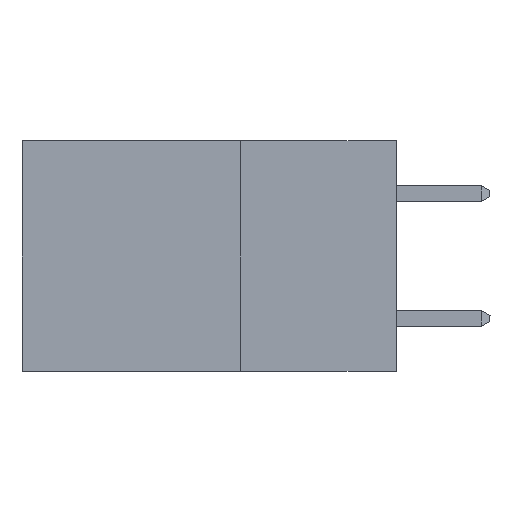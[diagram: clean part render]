
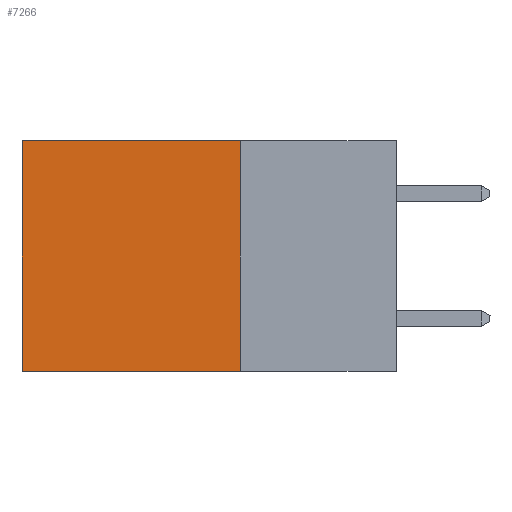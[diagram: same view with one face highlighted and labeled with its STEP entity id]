
A CAD part, left-side view. The second image highlights one B-rep face of the part: STEP entity #7266.
In plain terms, the highlighted planar face has unit normal (-1, 0, 0).
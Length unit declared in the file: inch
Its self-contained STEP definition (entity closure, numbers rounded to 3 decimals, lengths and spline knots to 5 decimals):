
#89 = EDGE_CURVE ( 'NONE', #1286, #13565, #26440, .T. ) ;
#896 = FACE_OUTER_BOUND ( 'NONE', #17866, .T. ) ;
#1199 = CARTESIAN_POINT ( 'NONE',  ( 0.2615, 0.6, -0.37 ) ) ;
#1286 = VERTEX_POINT ( 'NONE', #2881 ) ;
#1304 = DIRECTION ( 'NONE',  ( 0., 0., -1. ) ) ;
#2881 = CARTESIAN_POINT ( 'NONE',  ( 0.2615, 0.25, 0. ) ) ;
#3993 = ORIENTED_EDGE ( 'NONE', *, *, #89, .T. ) ;
#5201 = PLANE ( 'NONE',  #10734 ) ;
#5389 = CARTESIAN_POINT ( 'NONE',  ( 0.2615, 0.6, 0. ) ) ;
#7078 = ORIENTED_EDGE ( 'NONE', *, *, #22531, .F. ) ;
#7266 = ADVANCED_FACE ( 'NONE', ( #896 ), #5201, .F. ) ;
#8847 = DIRECTION ( 'NONE',  ( 0., 1., 0. ) ) ;
#9474 = DIRECTION ( 'NONE',  ( 0., 0., -1. ) ) ;
#10582 = DIRECTION ( 'NONE',  ( 0., 0., -1. ) ) ;
#10734 = AXIS2_PLACEMENT_3D ( 'NONE', #19853, #21962, #9474 ) ;
#10987 = VECTOR ( 'NONE', #10582, 39.37008 ) ;
#13565 = VERTEX_POINT ( 'NONE', #5389 ) ;
#14767 = CARTESIAN_POINT ( 'NONE',  ( 0.2615, 0.6, -0.37 ) ) ;
#15046 = ORIENTED_EDGE ( 'NONE', *, *, #18309, .F. ) ;
#15382 = VECTOR ( 'NONE', #21066, 39.37008 ) ;
#16085 = VERTEX_POINT ( 'NONE', #17833 ) ;
#17003 = LINE ( 'NONE', #19212, #21899 ) ;
#17172 = LINE ( 'NONE', #20941, #10987 ) ;
#17715 = VERTEX_POINT ( 'NONE', #14767 ) ;
#17833 = CARTESIAN_POINT ( 'NONE',  ( 0.2615, 0.25, -0.37 ) ) ;
#17866 = EDGE_LOOP ( 'NONE', ( #21619, #15046, #7078, #3993 ) ) ;
#18309 = EDGE_CURVE ( 'NONE', #16085, #17715, #17003, .T. ) ;
#19212 = CARTESIAN_POINT ( 'NONE',  ( 0.2615, 0.25, -0.37 ) ) ;
#19853 = CARTESIAN_POINT ( 'NONE',  ( 0.2615, 0.25, -0.37 ) ) ;
#19866 = LINE ( 'NONE', #1199, #24094 ) ;
#20941 = CARTESIAN_POINT ( 'NONE',  ( 0.2615, 0.25, -0.37 ) ) ;
#21066 = DIRECTION ( 'NONE',  ( 0., 1., 0. ) ) ;
#21619 = ORIENTED_EDGE ( 'NONE', *, *, #26658, .T. ) ;
#21798 = CARTESIAN_POINT ( 'NONE',  ( 0.2615, 0.25, 0. ) ) ;
#21899 = VECTOR ( 'NONE', #8847, 39.37008 ) ;
#21962 = DIRECTION ( 'NONE',  ( 1., 0., 0. ) ) ;
#22531 = EDGE_CURVE ( 'NONE', #1286, #16085, #17172, .T. ) ;
#24094 = VECTOR ( 'NONE', #1304, 39.37008 ) ;
#26440 = LINE ( 'NONE', #21798, #15382 ) ;
#26658 = EDGE_CURVE ( 'NONE', #13565, #17715, #19866, .T. ) ;
